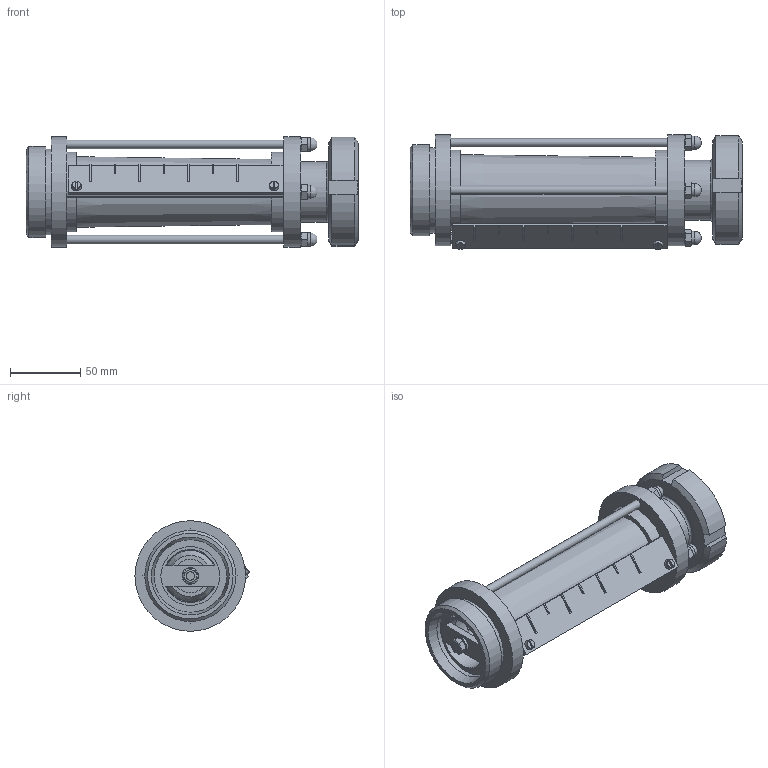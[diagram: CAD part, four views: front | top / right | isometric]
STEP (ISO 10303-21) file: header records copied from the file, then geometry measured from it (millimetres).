
FILE_DESCRIPTION((''),'2;1');
FILE_NAME('62800040X.stp','2010-10-29T12:54:41',('Creator'),(''),'Autodesk Inventor 2010','Autodesk Inventor 2010','');
FILE_SCHEMA(('AUTOMOTIVE_DESIGN { 1 0 10303 214 1 1 1 1 }'));
Length unit declared in the file: millimetre
Products named in the file (1): 62800040X
Bounding box: 237 x 81.96 x 79 mm (x, y, z)
Volume: 335578.4 mm3; surface area: 150497 mm2
Topology: 1 solids, 10 shells, 332 faces, 753 edges, 474 vertices
Faces by surface type: plane 187, cylinder 72, cone 64, torus 4, sphere 4, bspline 1
Full cylindrical faces by diameter (mm): 3.621 x2, 4 x2, 4.5 x2, 4.917 x4, 6 x7, 6.1 x3, 6.2 x4, 8 x1, 9.4 x2, 9.5 x4, 12 x1, 14 x4, 24 x1, 37 x1, 38 x2, 41 x1, 42 x1, 43 x1, 43.2 x1, 46.2 x2, 48 x1, 49 x2, 50 x2, 51.8 x1, 52 x1, 53 x1, 57 x2, 57.1 x2, 61 x1, 61.19 x1
Entity records: 8547 total; most frequent: CARTESIAN_POINT 1795, DIRECTION 1398, ORIENTED_EDGE 1248, EDGE_CURVE 624, AXIS2_PLACEMENT_3D 586, EDGE_LOOP 496, VERTEX_POINT 450, FACE_OUTER_BOUND 332
